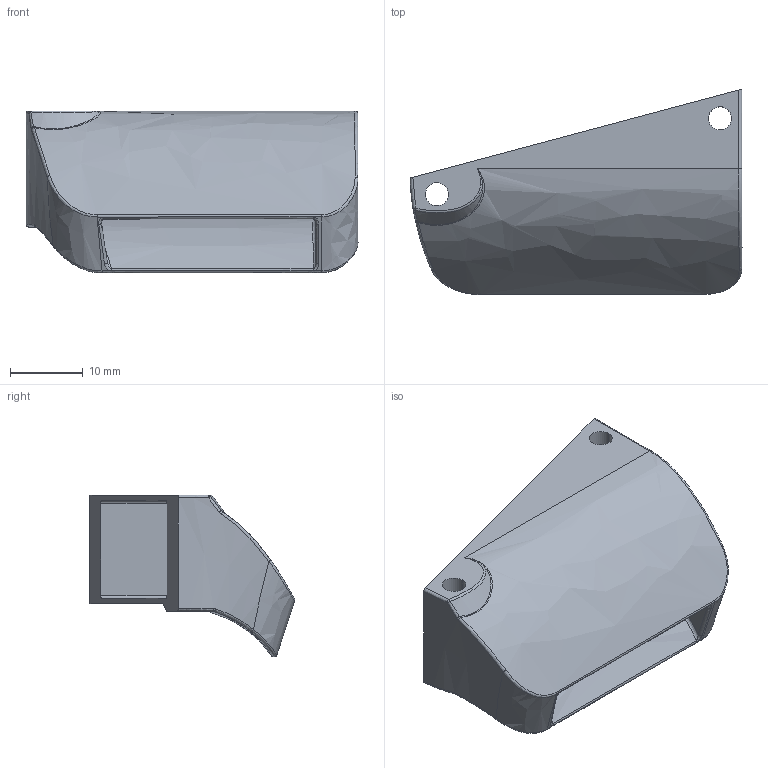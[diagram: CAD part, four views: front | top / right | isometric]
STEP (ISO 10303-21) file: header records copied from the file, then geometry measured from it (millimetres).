
FILE_DESCRIPTION (( 'STEP AP214' ), '1' );
FILE_NAME ('duck1.STEP', '2025-05-20T21:02:39', ( '' ), ( '' ), 'SwSTEP 2.0', 'SolidWorks 2024', '' );
FILE_SCHEMA (( 'AUTOMOTIVE_DESIGN' ));
Length unit declared in the file: millimetre
Products named in the file (1): duck1
Bounding box: 45.74 x 28.28 x 22.32 mm (x, y, z)
Volume: 4501.2 mm3; surface area: 5540.9 mm2
Topology: 1 solids, 1 shells, 72 faces, 175 edges, 101 vertices
Faces by surface type: bspline 55, cylinder 8, plane 8, sphere 1
Entity records: 6767 total; most frequent: CARTESIAN_POINT 4684, ORIENTED_EDGE 344, EDGE_CURVE 172, DIRECTION 140, B_SPLINE_CURVE_WITH_KNOTS 105, VERTEX_POINT 101, EDGE_LOOP 77, UNCERTAINTY_MEASURE_WITH_UNIT 74
